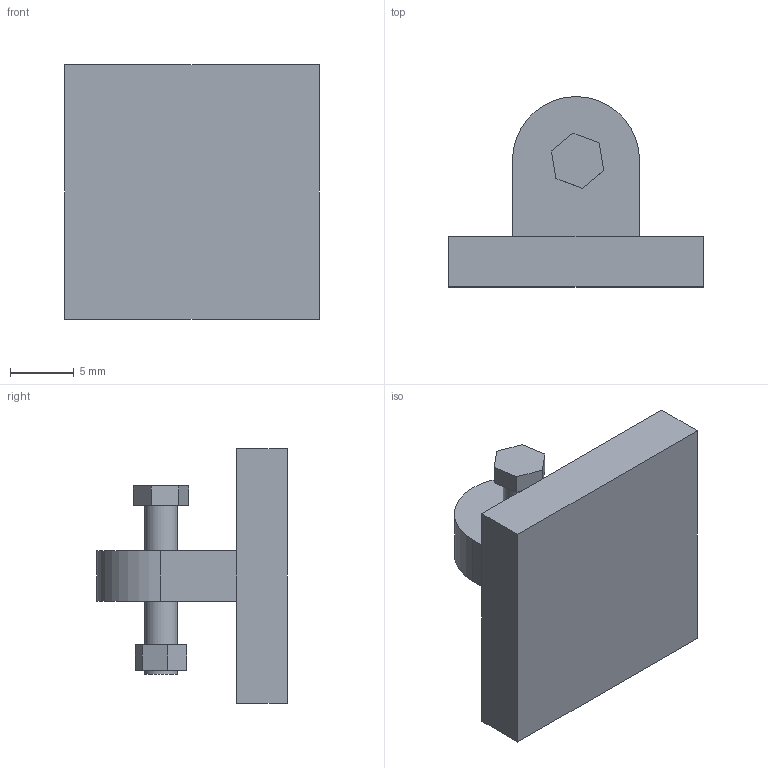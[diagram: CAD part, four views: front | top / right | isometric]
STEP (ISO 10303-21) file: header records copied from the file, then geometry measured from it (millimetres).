
FILE_DESCRIPTION(/* description */ (''),/* implementation_level */ '2;1');
FILE_NAME(/* name */ 'Hexabot_Body Frame v1.step',/* time_stamp */ '2023-10-27T23:11:41+02:00',/* author */ (''),/* organization */ (''),/* preprocessor_version */ 'ST-DEVELOPER v20',/* originating_system */ 'Autodesk Translation Framework v12.14.0.127',/* authorisation */ '');
FILE_SCHEMA (('AUTOMOTIVE_DESIGN { 1 0 10303 214 3 1 1 }'));
Length unit declared in the file: millimetre
Products named in the file (1): Hexabot_Body Frame
Bounding box: 20 x 15 x 20 mm (x, y, z)
Volume: 2081.9 mm3; surface area: 1614.6 mm2
Topology: 3 solids, 3 shells, 31 faces, 69 edges, 46 vertices
Faces by surface type: plane 27, cylinder 4
Full cylindrical faces by diameter (mm): 2.6 x1
Entity records: 893 total; most frequent: CARTESIAN_POINT 147, DIRECTION 141, ORIENTED_EDGE 138, EDGE_CURVE 69, LINE 61, VECTOR 61, VERTEX_POINT 46, AXIS2_PLACEMENT_3D 40
